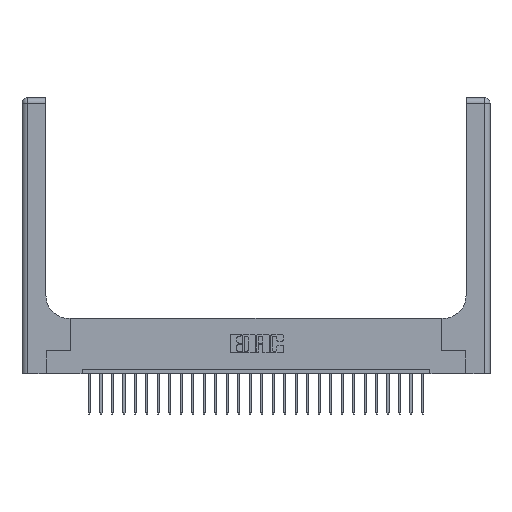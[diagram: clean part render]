
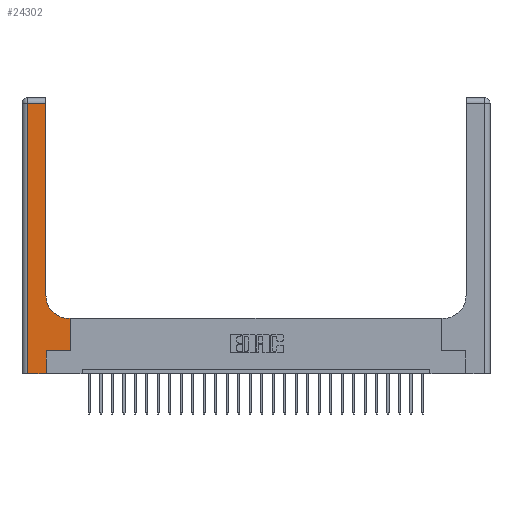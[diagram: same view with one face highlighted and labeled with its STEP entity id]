
A CAD part, top view. The second image highlights one B-rep face of the part: STEP entity #24302.
In plain terms, the highlighted planar face has unit normal (0, 0, 1).
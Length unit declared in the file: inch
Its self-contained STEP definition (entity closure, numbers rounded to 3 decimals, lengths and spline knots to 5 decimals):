
#49 = ORIENTED_EDGE ( 'NONE', *, *, #7960, .T. ) ;
#137 = LINE ( 'NONE', #15493, #9346 ) ;
#336 = CARTESIAN_POINT ( 'NONE',  ( 0.26, 2.94, 0.37 ) ) ;
#704 = CARTESIAN_POINT ( 'NONE',  ( 0., 3., 0.37 ) ) ;
#1015 = CARTESIAN_POINT ( 'NONE',  ( 0.51, 0.6, 0.37 ) ) ;
#1724 = ORIENTED_EDGE ( 'NONE', *, *, #19840, .T. ) ;
#1802 = DIRECTION ( 'NONE',  ( 0., 1., 0. ) ) ;
#1983 = LINE ( 'NONE', #3086, #2592 ) ;
#2072 = VERTEX_POINT ( 'NONE', #18312 ) ;
#2541 = CARTESIAN_POINT ( 'NONE',  ( 0.265, 0., 0.37 ) ) ;
#2592 = VECTOR ( 'NONE', #22905, 39.37008 ) ;
#2663 = CARTESIAN_POINT ( 'NONE',  ( 0.265, 0.25, 0.37 ) ) ;
#3086 = CARTESIAN_POINT ( 'NONE',  ( 0.26, 0.6, 0.37 ) ) ;
#3780 = DIRECTION ( 'NONE',  ( 0., 1., 0. ) ) ;
#4282 = VECTOR ( 'NONE', #22930, 39.37008 ) ;
#4318 = CARTESIAN_POINT ( 'NONE',  ( 0.51, 0.85, 0.37 ) ) ;
#4540 = DIRECTION ( 'NONE',  ( -1., 0., 0. ) ) ;
#4636 = EDGE_LOOP ( 'NONE', ( #19921, #1724, #11216, #6666, #12237, #20526, #21535, #8327, #49 ) ) ;
#4927 = LINE ( 'NONE', #9177, #4282 ) ;
#5622 = LINE ( 'NONE', #11499, #16014 ) ;
#6549 = DIRECTION ( 'NONE',  ( 0., 1., 0. ) ) ;
#6666 = ORIENTED_EDGE ( 'NONE', *, *, #18160, .T. ) ;
#7475 = LINE ( 'NONE', #14163, #8997 ) ;
#7960 = EDGE_CURVE ( 'NONE', #13097, #19677, #25286, .T. ) ;
#8096 = LINE ( 'NONE', #2541, #13612 ) ;
#8327 = ORIENTED_EDGE ( 'NONE', *, *, #17358, .T. ) ;
#8997 = VECTOR ( 'NONE', #10473, 39.37008 ) ;
#9177 = CARTESIAN_POINT ( 'NONE',  ( 0., 2.94, 0.37 ) ) ;
#9346 = VECTOR ( 'NONE', #3780, 39.37008 ) ;
#9579 = LINE ( 'NONE', #20923, #11125 ) ;
#9774 = CARTESIAN_POINT ( 'NONE',  ( 0.26, 3., 0.37 ) ) ;
#10473 = DIRECTION ( 'NONE',  ( 1., 0., 0. ) ) ;
#10628 = PLANE ( 'NONE',  #22929 ) ;
#11125 = VECTOR ( 'NONE', #15149, 39.37008 ) ;
#11216 = ORIENTED_EDGE ( 'NONE', *, *, #21046, .T. ) ;
#11252 = VERTEX_POINT ( 'NONE', #2663 ) ;
#11316 = AXIS2_PLACEMENT_3D ( 'NONE', #4318, #20018, #16127 ) ;
#11499 = CARTESIAN_POINT ( 'NONE',  ( 0.06, 3., 0.37 ) ) ;
#12237 = ORIENTED_EDGE ( 'NONE', *, *, #17284, .T. ) ;
#13097 = VERTEX_POINT ( 'NONE', #1015 ) ;
#13612 = VECTOR ( 'NONE', #6549, 39.37008 ) ;
#14163 = CARTESIAN_POINT ( 'NONE',  ( 0.265, 0.25, 0.37 ) ) ;
#14408 = DIRECTION ( 'NONE',  ( 0., 0., -1. ) ) ;
#14798 = CARTESIAN_POINT ( 'NONE',  ( 0.528, 0.25, 0.37 ) ) ;
#15149 = DIRECTION ( 'NONE',  ( 1., 0., 0. ) ) ;
#15363 = VECTOR ( 'NONE', #1802, 39.37008 ) ;
#15493 = CARTESIAN_POINT ( 'NONE',  ( 0.528, 0.25, 0.37 ) ) ;
#15973 = LINE ( 'NONE', #9774, #15363 ) ;
#16014 = VECTOR ( 'NONE', #25267, 39.37008 ) ;
#16127 = DIRECTION ( 'NONE',  ( 1., 0., 0. ) ) ;
#16911 = EDGE_CURVE ( 'NONE', #18690, #17418, #137, .T. ) ;
#17284 = EDGE_CURVE ( 'NONE', #2072, #11252, #8096, .T. ) ;
#17358 = EDGE_CURVE ( 'NONE', #17418, #13097, #1983, .T. ) ;
#17418 = VERTEX_POINT ( 'NONE', #25203 ) ;
#17918 = EDGE_CURVE ( 'NONE', #11252, #18690, #7475, .T. ) ;
#18160 = EDGE_CURVE ( 'NONE', #23894, #2072, #9579, .T. ) ;
#18312 = CARTESIAN_POINT ( 'NONE',  ( 0.265, 0., 0.37 ) ) ;
#18347 = CARTESIAN_POINT ( 'NONE',  ( 0.26, 0.85, 0.37 ) ) ;
#18365 = EDGE_CURVE ( 'NONE', #19677, #22091, #15973, .T. ) ;
#18690 = VERTEX_POINT ( 'NONE', #14798 ) ;
#19677 = VERTEX_POINT ( 'NONE', #18347 ) ;
#19840 = EDGE_CURVE ( 'NONE', #22091, #23529, #4927, .T. ) ;
#19880 = FACE_OUTER_BOUND ( 'NONE', #4636, .T. ) ;
#19921 = ORIENTED_EDGE ( 'NONE', *, *, #18365, .T. ) ;
#20018 = DIRECTION ( 'NONE',  ( 0., 0., -1. ) ) ;
#20526 = ORIENTED_EDGE ( 'NONE', *, *, #17918, .T. ) ;
#20603 = CARTESIAN_POINT ( 'NONE',  ( 0.06, 0., 0.37 ) ) ;
#20923 = CARTESIAN_POINT ( 'NONE',  ( 0., 0., 0.37 ) ) ;
#21046 = EDGE_CURVE ( 'NONE', #23529, #23894, #5622, .T. ) ;
#21535 = ORIENTED_EDGE ( 'NONE', *, *, #16911, .T. ) ;
#22091 = VERTEX_POINT ( 'NONE', #336 ) ;
#22905 = DIRECTION ( 'NONE',  ( -1., 0., 0. ) ) ;
#22929 = AXIS2_PLACEMENT_3D ( 'NONE', #704, #14408, #4540 ) ;
#22930 = DIRECTION ( 'NONE',  ( -1., 0., 0. ) ) ;
#23529 = VERTEX_POINT ( 'NONE', #25121 ) ;
#23894 = VERTEX_POINT ( 'NONE', #20603 ) ;
#24302 = ADVANCED_FACE ( 'NONE', ( #19880 ), #10628, .F. ) ;
#25121 = CARTESIAN_POINT ( 'NONE',  ( 0.06, 2.94, 0.37 ) ) ;
#25203 = CARTESIAN_POINT ( 'NONE',  ( 0.528, 0.6, 0.37 ) ) ;
#25267 = DIRECTION ( 'NONE',  ( 0., -1., 0. ) ) ;
#25286 = CIRCLE ( 'NONE', #11316, 0.25 ) ;
